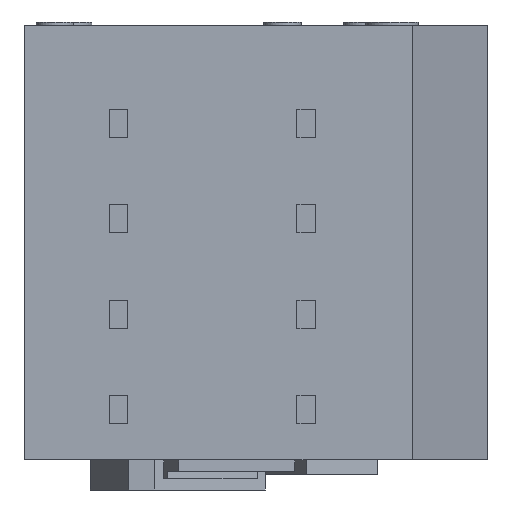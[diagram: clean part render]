
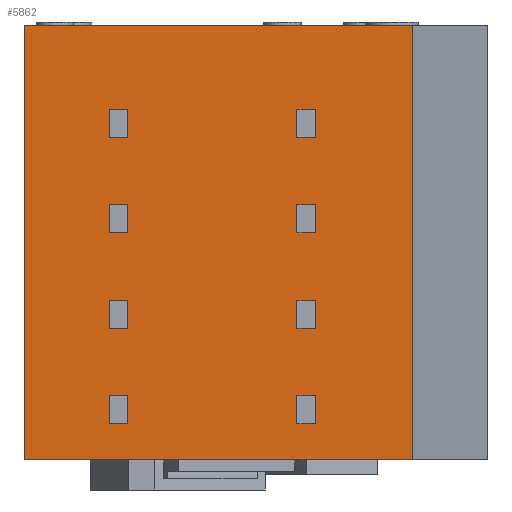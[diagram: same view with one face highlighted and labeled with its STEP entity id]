
A CAD part, front view. The second image highlights one B-rep face of the part: STEP entity #5862.
In plain terms, the highlighted planar face has unit normal (0, -1, 0).
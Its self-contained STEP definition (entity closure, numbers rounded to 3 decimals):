
#717=ORIENTED_EDGE('',*,*,#2367,.T.);
#718=ORIENTED_EDGE('',*,*,#2368,.T.);
#719=ORIENTED_EDGE('',*,*,#2369,.T.);
#720=ORIENTED_EDGE('',*,*,#2370,.T.);
#721=ORIENTED_EDGE('',*,*,#2371,.T.);
#722=ORIENTED_EDGE('',*,*,#2372,.T.);
#723=ORIENTED_EDGE('',*,*,#2373,.T.);
#724=ORIENTED_EDGE('',*,*,#2374,.T.);
#725=ORIENTED_EDGE('',*,*,#2375,.T.);
#726=ORIENTED_EDGE('',*,*,#2376,.T.);
#727=ORIENTED_EDGE('',*,*,#2377,.T.);
#728=ORIENTED_EDGE('',*,*,#2378,.T.);
#729=ORIENTED_EDGE('',*,*,#2379,.T.);
#730=ORIENTED_EDGE('',*,*,#2380,.T.);
#731=ORIENTED_EDGE('',*,*,#2381,.T.);
#732=ORIENTED_EDGE('',*,*,#2382,.T.);
#733=ORIENTED_EDGE('',*,*,#2383,.T.);
#734=ORIENTED_EDGE('',*,*,#2384,.T.);
#735=ORIENTED_EDGE('',*,*,#2385,.T.);
#736=ORIENTED_EDGE('',*,*,#2386,.T.);
#737=ORIENTED_EDGE('',*,*,#2387,.T.);
#738=ORIENTED_EDGE('',*,*,#2388,.T.);
#739=ORIENTED_EDGE('',*,*,#2389,.T.);
#740=ORIENTED_EDGE('',*,*,#2390,.T.);
#741=ORIENTED_EDGE('',*,*,#2391,.T.);
#742=ORIENTED_EDGE('',*,*,#2392,.T.);
#743=ORIENTED_EDGE('',*,*,#2393,.T.);
#744=ORIENTED_EDGE('',*,*,#2394,.T.);
#745=ORIENTED_EDGE('',*,*,#2395,.T.);
#746=ORIENTED_EDGE('',*,*,#2396,.T.);
#747=ORIENTED_EDGE('',*,*,#2397,.T.);
#748=ORIENTED_EDGE('',*,*,#2398,.T.);
#749=ORIENTED_EDGE('',*,*,#2399,.T.);
#750=ORIENTED_EDGE('',*,*,#2400,.F.);
#751=ORIENTED_EDGE('',*,*,#2401,.F.);
#752=ORIENTED_EDGE('',*,*,#2365,.T.);
#2365=EDGE_CURVE('',#3152,#3151,#3711,.T.);
#2367=EDGE_CURVE('',#3153,#3154,#3713,.T.);
#2368=EDGE_CURVE('',#3154,#3155,#3714,.T.);
#2369=EDGE_CURVE('',#3155,#3156,#3715,.T.);
#2370=EDGE_CURVE('',#3156,#3153,#3716,.T.);
#2371=EDGE_CURVE('',#3157,#3158,#3717,.T.);
#2372=EDGE_CURVE('',#3158,#3159,#3718,.T.);
#2373=EDGE_CURVE('',#3159,#3160,#3719,.T.);
#2374=EDGE_CURVE('',#3160,#3157,#3720,.T.);
#2375=EDGE_CURVE('',#3161,#3162,#3721,.T.);
#2376=EDGE_CURVE('',#3162,#3163,#3722,.T.);
#2377=EDGE_CURVE('',#3163,#3164,#3723,.T.);
#2378=EDGE_CURVE('',#3164,#3161,#3724,.T.);
#2379=EDGE_CURVE('',#3165,#3166,#3725,.T.);
#2380=EDGE_CURVE('',#3166,#3167,#3726,.T.);
#2381=EDGE_CURVE('',#3167,#3168,#3727,.T.);
#2382=EDGE_CURVE('',#3168,#3165,#3728,.T.);
#2383=EDGE_CURVE('',#3169,#3170,#3729,.T.);
#2384=EDGE_CURVE('',#3170,#3171,#3730,.T.);
#2385=EDGE_CURVE('',#3171,#3172,#3731,.T.);
#2386=EDGE_CURVE('',#3172,#3169,#3732,.T.);
#2387=EDGE_CURVE('',#3173,#3174,#3733,.T.);
#2388=EDGE_CURVE('',#3174,#3175,#3734,.T.);
#2389=EDGE_CURVE('',#3175,#3176,#3735,.T.);
#2390=EDGE_CURVE('',#3176,#3173,#3736,.T.);
#2391=EDGE_CURVE('',#3177,#3178,#3737,.T.);
#2392=EDGE_CURVE('',#3178,#3179,#3738,.T.);
#2393=EDGE_CURVE('',#3179,#3180,#3739,.T.);
#2394=EDGE_CURVE('',#3180,#3177,#3740,.T.);
#2395=EDGE_CURVE('',#3181,#3182,#3741,.T.);
#2396=EDGE_CURVE('',#3182,#3183,#3742,.T.);
#2397=EDGE_CURVE('',#3183,#3184,#3743,.T.);
#2398=EDGE_CURVE('',#3184,#3181,#3744,.T.);
#2399=EDGE_CURVE('',#3151,#3185,#3745,.T.);
#2400=EDGE_CURVE('',#3186,#3185,#3746,.T.);
#2401=EDGE_CURVE('',#3152,#3186,#3747,.T.);
#3151=VERTEX_POINT('',#9078);
#3152=VERTEX_POINT('',#9080);
#3153=VERTEX_POINT('',#9084);
#3154=VERTEX_POINT('',#9085);
#3155=VERTEX_POINT('',#9087);
#3156=VERTEX_POINT('',#9089);
#3157=VERTEX_POINT('',#9092);
#3158=VERTEX_POINT('',#9093);
#3159=VERTEX_POINT('',#9095);
#3160=VERTEX_POINT('',#9097);
#3161=VERTEX_POINT('',#9100);
#3162=VERTEX_POINT('',#9101);
#3163=VERTEX_POINT('',#9103);
#3164=VERTEX_POINT('',#9105);
#3165=VERTEX_POINT('',#9108);
#3166=VERTEX_POINT('',#9109);
#3167=VERTEX_POINT('',#9111);
#3168=VERTEX_POINT('',#9113);
#3169=VERTEX_POINT('',#9116);
#3170=VERTEX_POINT('',#9117);
#3171=VERTEX_POINT('',#9119);
#3172=VERTEX_POINT('',#9121);
#3173=VERTEX_POINT('',#9124);
#3174=VERTEX_POINT('',#9125);
#3175=VERTEX_POINT('',#9127);
#3176=VERTEX_POINT('',#9129);
#3177=VERTEX_POINT('',#9132);
#3178=VERTEX_POINT('',#9133);
#3179=VERTEX_POINT('',#9135);
#3180=VERTEX_POINT('',#9137);
#3181=VERTEX_POINT('',#9140);
#3182=VERTEX_POINT('',#9141);
#3183=VERTEX_POINT('',#9143);
#3184=VERTEX_POINT('',#9145);
#3185=VERTEX_POINT('',#9148);
#3186=VERTEX_POINT('',#9150);
#3711=LINE('',#9079,#4407);
#3713=LINE('',#9083,#4409);
#3714=LINE('',#9086,#4410);
#3715=LINE('',#9088,#4411);
#3716=LINE('',#9090,#4412);
#3717=LINE('',#9091,#4413);
#3718=LINE('',#9094,#4414);
#3719=LINE('',#9096,#4415);
#3720=LINE('',#9098,#4416);
#3721=LINE('',#9099,#4417);
#3722=LINE('',#9102,#4418);
#3723=LINE('',#9104,#4419);
#3724=LINE('',#9106,#4420);
#3725=LINE('',#9107,#4421);
#3726=LINE('',#9110,#4422);
#3727=LINE('',#9112,#4423);
#3728=LINE('',#9114,#4424);
#3729=LINE('',#9115,#4425);
#3730=LINE('',#9118,#4426);
#3731=LINE('',#9120,#4427);
#3732=LINE('',#9122,#4428);
#3733=LINE('',#9123,#4429);
#3734=LINE('',#9126,#4430);
#3735=LINE('',#9128,#4431);
#3736=LINE('',#9130,#4432);
#3737=LINE('',#9131,#4433);
#3738=LINE('',#9134,#4434);
#3739=LINE('',#9136,#4435);
#3740=LINE('',#9138,#4436);
#3741=LINE('',#9139,#4437);
#3742=LINE('',#9142,#4438);
#3743=LINE('',#9144,#4439);
#3744=LINE('',#9146,#4440);
#3745=LINE('',#9147,#4441);
#3746=LINE('',#9149,#4442);
#3747=LINE('',#9151,#4443);
#4407=VECTOR('',#7231,1000.);
#4409=VECTOR('',#7235,1000.);
#4410=VECTOR('',#7236,1000.);
#4411=VECTOR('',#7237,1000.);
#4412=VECTOR('',#7238,1000.);
#4413=VECTOR('',#7239,1000.);
#4414=VECTOR('',#7240,1000.);
#4415=VECTOR('',#7241,1000.);
#4416=VECTOR('',#7242,1000.);
#4417=VECTOR('',#7243,1000.);
#4418=VECTOR('',#7244,1000.);
#4419=VECTOR('',#7245,1000.);
#4420=VECTOR('',#7246,1000.);
#4421=VECTOR('',#7247,1000.);
#4422=VECTOR('',#7248,1000.);
#4423=VECTOR('',#7249,1000.);
#4424=VECTOR('',#7250,1000.);
#4425=VECTOR('',#7251,1000.);
#4426=VECTOR('',#7252,1000.);
#4427=VECTOR('',#7253,1000.);
#4428=VECTOR('',#7254,1000.);
#4429=VECTOR('',#7255,1000.);
#4430=VECTOR('',#7256,1000.);
#4431=VECTOR('',#7257,1000.);
#4432=VECTOR('',#7258,1000.);
#4433=VECTOR('',#7259,1000.);
#4434=VECTOR('',#7260,1000.);
#4435=VECTOR('',#7261,1000.);
#4436=VECTOR('',#7262,1000.);
#4437=VECTOR('',#7263,1000.);
#4438=VECTOR('',#7264,1000.);
#4439=VECTOR('',#7265,1000.);
#4440=VECTOR('',#7266,1000.);
#4441=VECTOR('',#7267,1000.);
#4442=VECTOR('',#7268,1000.);
#4443=VECTOR('',#7269,1000.);
#4888=EDGE_LOOP('',(#717,#718,#719,#720));
#4889=EDGE_LOOP('',(#721,#722,#723,#724));
#4890=EDGE_LOOP('',(#725,#726,#727,#728));
#4891=EDGE_LOOP('',(#729,#730,#731,#732));
#4892=EDGE_LOOP('',(#733,#734,#735,#736));
#4893=EDGE_LOOP('',(#737,#738,#739,#740));
#4894=EDGE_LOOP('',(#741,#742,#743,#744));
#4895=EDGE_LOOP('',(#745,#746,#747,#748));
#4896=EDGE_LOOP('',(#749,#750,#751,#752));
#5251=FACE_BOUND('',#4888,.T.);
#5252=FACE_BOUND('',#4889,.T.);
#5253=FACE_BOUND('',#4890,.T.);
#5254=FACE_BOUND('',#4891,.T.);
#5255=FACE_BOUND('',#4892,.T.);
#5256=FACE_BOUND('',#4893,.T.);
#5257=FACE_BOUND('',#4894,.T.);
#5258=FACE_BOUND('',#4895,.T.);
#5259=FACE_BOUND('',#4896,.T.);
#5601=PLANE('',#6292);
#5862=ADVANCED_FACE('',(#5251,#5252,#5253,#5254,#5255,#5256,#5257,#5258,
#5259),#5601,.F.);
#6292=AXIS2_PLACEMENT_3D('',#9082,#7233,#7234);
#7231=DIRECTION('',(0.,0.,-1.));
#7233=DIRECTION('',(0.,1.,0.));
#7234=DIRECTION('',(0.,0.,1.));
#7235=DIRECTION('',(0.,0.,-1.));
#7236=DIRECTION('',(-1.,0.,0.));
#7237=DIRECTION('',(0.,0.,1.));
#7238=DIRECTION('',(1.,0.,0.));
#7239=DIRECTION('',(0.,0.,-1.));
#7240=DIRECTION('',(-1.,0.,0.));
#7241=DIRECTION('',(0.,0.,1.));
#7242=DIRECTION('',(1.,0.,0.));
#7243=DIRECTION('',(0.,0.,-1.));
#7244=DIRECTION('',(-1.,0.,0.));
#7245=DIRECTION('',(0.,0.,1.));
#7246=DIRECTION('',(1.,0.,0.));
#7247=DIRECTION('',(0.,0.,-1.));
#7248=DIRECTION('',(-1.,0.,0.));
#7249=DIRECTION('',(0.,0.,1.));
#7250=DIRECTION('',(1.,0.,0.));
#7251=DIRECTION('',(0.,0.,-1.));
#7252=DIRECTION('',(-1.,0.,0.));
#7253=DIRECTION('',(0.,0.,1.));
#7254=DIRECTION('',(1.,0.,0.));
#7255=DIRECTION('',(0.,0.,-1.));
#7256=DIRECTION('',(-1.,0.,0.));
#7257=DIRECTION('',(0.,0.,1.));
#7258=DIRECTION('',(1.,0.,0.));
#7259=DIRECTION('',(0.,0.,-1.));
#7260=DIRECTION('',(-1.,0.,0.));
#7261=DIRECTION('',(0.,0.,1.));
#7262=DIRECTION('',(1.,0.,0.));
#7263=DIRECTION('',(0.,0.,-1.));
#7264=DIRECTION('',(-1.,0.,0.));
#7265=DIRECTION('',(0.,0.,1.));
#7266=DIRECTION('',(1.,0.,0.));
#7267=DIRECTION('',(1.,0.,0.));
#7268=DIRECTION('',(0.,0.,-1.));
#7269=DIRECTION('',(1.,0.,0.));
#9078=CARTESIAN_POINT('',(-7.5,0.,0.));
#9079=CARTESIAN_POINT('',(-7.5,0.,10.16));
#9080=CARTESIAN_POINT('',(-7.5,0.,11.56));
#9082=CARTESIAN_POINT('',(-7.5,0.,10.16));
#9083=CARTESIAN_POINT('',(-4.75,0.,1.715));
#9084=CARTESIAN_POINT('',(-4.75,0.,1.715));
#9085=CARTESIAN_POINT('',(-4.75,0.,0.965));
#9086=CARTESIAN_POINT('',(-4.75,0.,0.965));
#9087=CARTESIAN_POINT('',(-5.25,0.,0.965));
#9088=CARTESIAN_POINT('',(-5.25,0.,0.965));
#9089=CARTESIAN_POINT('',(-5.25,0.,1.715));
#9090=CARTESIAN_POINT('',(-5.25,0.,1.715));
#9091=CARTESIAN_POINT('',(-4.75,0.,4.255));
#9092=CARTESIAN_POINT('',(-4.75,0.,4.255));
#9093=CARTESIAN_POINT('',(-4.75,0.,3.505));
#9094=CARTESIAN_POINT('',(-4.75,0.,3.505));
#9095=CARTESIAN_POINT('',(-5.25,0.,3.505));
#9096=CARTESIAN_POINT('',(-5.25,0.,3.505));
#9097=CARTESIAN_POINT('',(-5.25,0.,4.255));
#9098=CARTESIAN_POINT('',(-5.25,0.,4.255));
#9099=CARTESIAN_POINT('',(-4.75,0.,6.795));
#9100=CARTESIAN_POINT('',(-4.75,0.,6.795));
#9101=CARTESIAN_POINT('',(-4.75,0.,6.045));
#9102=CARTESIAN_POINT('',(-4.75,0.,6.045));
#9103=CARTESIAN_POINT('',(-5.25,0.,6.045));
#9104=CARTESIAN_POINT('',(-5.25,0.,6.045));
#9105=CARTESIAN_POINT('',(-5.25,0.,6.795));
#9106=CARTESIAN_POINT('',(-5.25,0.,6.795));
#9107=CARTESIAN_POINT('',(-4.75,0.,9.335));
#9108=CARTESIAN_POINT('',(-4.75,0.,9.335));
#9109=CARTESIAN_POINT('',(-4.75,0.,8.585));
#9110=CARTESIAN_POINT('',(-4.75,0.,8.585));
#9111=CARTESIAN_POINT('',(-5.25,0.,8.585));
#9112=CARTESIAN_POINT('',(-5.25,0.,8.585));
#9113=CARTESIAN_POINT('',(-5.25,0.,9.335));
#9114=CARTESIAN_POINT('',(-5.25,0.,9.335));
#9115=CARTESIAN_POINT('',(0.25,0.,1.715));
#9116=CARTESIAN_POINT('',(0.25,0.,1.715));
#9117=CARTESIAN_POINT('',(0.25,0.,0.965));
#9118=CARTESIAN_POINT('',(0.25,0.,0.965));
#9119=CARTESIAN_POINT('',(-0.25,0.,0.965));
#9120=CARTESIAN_POINT('',(-0.25,0.,0.965));
#9121=CARTESIAN_POINT('',(-0.25,0.,1.715));
#9122=CARTESIAN_POINT('',(-0.25,0.,1.715));
#9123=CARTESIAN_POINT('',(0.25,0.,4.255));
#9124=CARTESIAN_POINT('',(0.25,0.,4.255));
#9125=CARTESIAN_POINT('',(0.25,0.,3.505));
#9126=CARTESIAN_POINT('',(0.25,0.,3.505));
#9127=CARTESIAN_POINT('',(-0.25,0.,3.505));
#9128=CARTESIAN_POINT('',(-0.25,0.,3.505));
#9129=CARTESIAN_POINT('',(-0.25,0.,4.255));
#9130=CARTESIAN_POINT('',(-0.25,0.,4.255));
#9131=CARTESIAN_POINT('',(0.25,0.,6.795));
#9132=CARTESIAN_POINT('',(0.25,0.,6.795));
#9133=CARTESIAN_POINT('',(0.25,0.,6.045));
#9134=CARTESIAN_POINT('',(0.25,0.,6.045));
#9135=CARTESIAN_POINT('',(-0.25,0.,6.045));
#9136=CARTESIAN_POINT('',(-0.25,0.,6.045));
#9137=CARTESIAN_POINT('',(-0.25,0.,6.795));
#9138=CARTESIAN_POINT('',(-0.25,0.,6.795));
#9139=CARTESIAN_POINT('',(0.25,0.,9.335));
#9140=CARTESIAN_POINT('',(0.25,0.,9.335));
#9141=CARTESIAN_POINT('',(0.25,0.,8.585));
#9142=CARTESIAN_POINT('',(0.25,0.,8.585));
#9143=CARTESIAN_POINT('',(-0.25,0.,8.585));
#9144=CARTESIAN_POINT('',(-0.25,0.,8.585));
#9145=CARTESIAN_POINT('',(-0.25,0.,9.335));
#9146=CARTESIAN_POINT('',(-0.25,0.,9.335));
#9147=CARTESIAN_POINT('',(-7.5,0.,0.));
#9148=CARTESIAN_POINT('',(2.82,0.,0.));
#9149=CARTESIAN_POINT('',(2.82,0.,10.16));
#9150=CARTESIAN_POINT('',(2.82,0.,11.56));
#9151=CARTESIAN_POINT('',(-7.5,0.,11.56));
